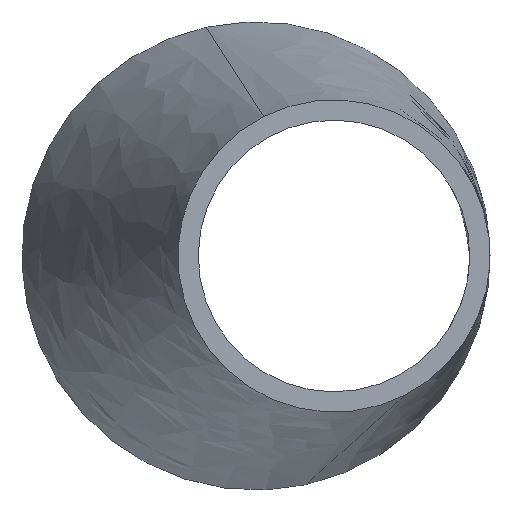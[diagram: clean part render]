
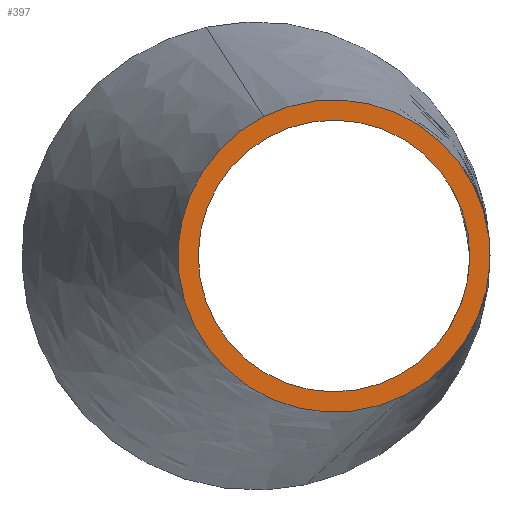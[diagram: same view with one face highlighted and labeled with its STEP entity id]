
A CAD part, front view. The second image highlights one B-rep face of the part: STEP entity #397.
In plain terms, the highlighted planar face has unit normal (0, -1, 0).
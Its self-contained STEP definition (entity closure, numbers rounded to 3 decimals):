
#23 = DIRECTION ( 'NONE',  ( 0., 1., 0. ) ) ;
#38 = ORIENTED_EDGE ( 'NONE', *, *, #221, .F. ) ;
#59 = EDGE_LOOP ( 'NONE', ( #547, #139 ) ) ;
#78 = AXIS2_PLACEMENT_3D ( 'NONE', #317, #606, #715 ) ;
#85 = DIRECTION ( 'NONE',  ( 0., 0., -1. ) ) ;
#128 = PLANE ( 'NONE',  #621 ) ;
#139 = ORIENTED_EDGE ( 'NONE', *, *, #613, .F. ) ;
#164 = CIRCLE ( 'NONE', #78, 11.05 ) ;
#215 = AXIS2_PLACEMENT_3D ( 'NONE', #585, #639, #539 ) ;
#218 = AXIS2_PLACEMENT_3D ( 'NONE', #237, #23, #406 ) ;
#221 = EDGE_CURVE ( 'NONE', #668, #538, #164, .T. ) ;
#237 = CARTESIAN_POINT ( 'NONE',  ( 0., 0., 0. ) ) ;
#279 = FACE_OUTER_BOUND ( 'NONE', #59, .T. ) ;
#292 = DIRECTION ( 'NONE',  ( 0., 1., 0. ) ) ;
#317 = CARTESIAN_POINT ( 'NONE',  ( 0., 0., 0. ) ) ;
#348 = DIRECTION ( 'NONE',  ( 0., -1., 0. ) ) ;
#371 = EDGE_CURVE ( 'NONE', #442, #505, #698, .T. ) ;
#397 = ADVANCED_FACE ( 'NONE', ( #509, #279 ), #128, .F. ) ;
#406 = DIRECTION ( 'NONE',  ( 0., 0., 1. ) ) ;
#413 = CIRCLE ( 'NONE', #695, 11.05 ) ;
#423 = ORIENTED_EDGE ( 'NONE', *, *, #448, .F. ) ;
#442 = VERTEX_POINT ( 'NONE', #522 ) ;
#448 = EDGE_CURVE ( 'NONE', #538, #668, #413, .T. ) ;
#465 = CARTESIAN_POINT ( 'NONE',  ( 0., 0., 0. ) ) ;
#467 = CARTESIAN_POINT ( 'NONE',  ( 5.723, 0., -11.337 ) ) ;
#505 = VERTEX_POINT ( 'NONE', #467 ) ;
#509 = FACE_BOUND ( 'NONE', #687, .T. ) ;
#522 = CARTESIAN_POINT ( 'NONE',  ( -5.723, 0., 11.337 ) ) ;
#538 = VERTEX_POINT ( 'NONE', #581 ) ;
#539 = DIRECTION ( 'NONE',  ( 0., 0., 1. ) ) ;
#547 = ORIENTED_EDGE ( 'NONE', *, *, #371, .F. ) ;
#550 = CARTESIAN_POINT ( 'NONE',  ( 11.049, 0., -0.111 ) ) ;
#581 = CARTESIAN_POINT ( 'NONE',  ( -11.049, 0., 0.111 ) ) ;
#585 = CARTESIAN_POINT ( 'NONE',  ( 0., 0., 0. ) ) ;
#606 = DIRECTION ( 'NONE',  ( 0., -1., 0. ) ) ;
#613 = EDGE_CURVE ( 'NONE', #505, #442, #661, .T. ) ;
#621 = AXIS2_PLACEMENT_3D ( 'NONE', #690, #292, #696 ) ;
#639 = DIRECTION ( 'NONE',  ( 0., 1., 0. ) ) ;
#661 = CIRCLE ( 'NONE', #218, 12.7 ) ;
#668 = VERTEX_POINT ( 'NONE', #550 ) ;
#687 = EDGE_LOOP ( 'NONE', ( #423, #38 ) ) ;
#690 = CARTESIAN_POINT ( 'NONE',  ( 0., 0., 0. ) ) ;
#695 = AXIS2_PLACEMENT_3D ( 'NONE', #465, #348, #85 ) ;
#696 = DIRECTION ( 'NONE',  ( 0., 0., 1. ) ) ;
#698 = CIRCLE ( 'NONE', #215, 12.7 ) ;
#715 = DIRECTION ( 'NONE',  ( 0., 0., -1. ) ) ;
